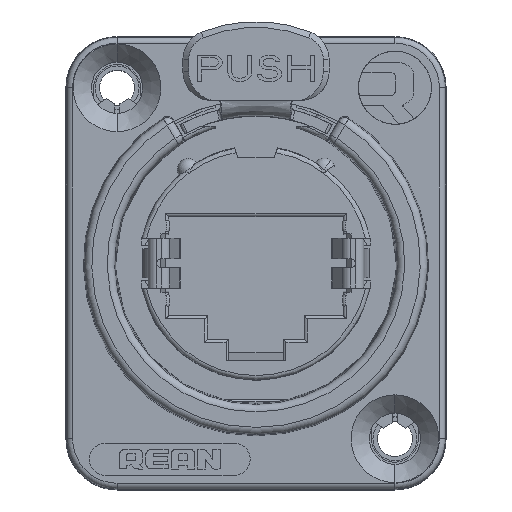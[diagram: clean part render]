
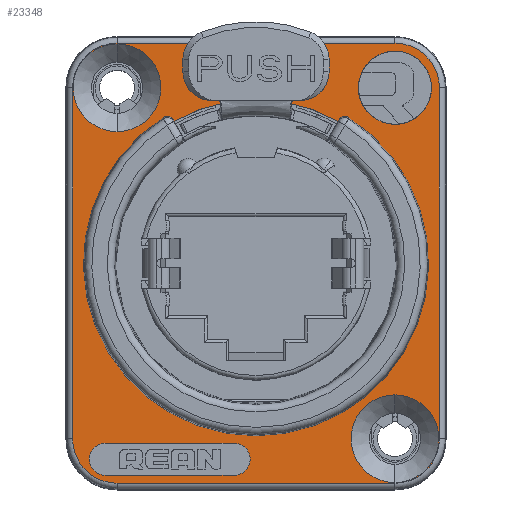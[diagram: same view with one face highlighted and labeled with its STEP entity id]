
A CAD part, top view. The second image highlights one B-rep face of the part: STEP entity #23348.
In plain terms, the highlighted planar face has unit normal (0, 0, 1).
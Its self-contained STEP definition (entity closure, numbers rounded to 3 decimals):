
#4908=CARTESIAN_POINT('',(9.5,12.,4.));
#4909=DIRECTION('',(0.,0.,1.));
#4910=DIRECTION('',(1.,0.,0.));
#4911=AXIS2_PLACEMENT_3D('',#4908,#4909,#4910);
#4913=CARTESIAN_POINT('',(9.5,-12.,4.));
#4914=DIRECTION('',(0.,0.,1.));
#4915=DIRECTION('',(0.,-1.,0.));
#4916=AXIS2_PLACEMENT_3D('',#4913,#4914,#4915);
#4918=CARTESIAN_POINT('',(-9.5,-12.,4.));
#4919=DIRECTION('',(0.,0.,1.));
#4920=DIRECTION('',(-1.,0.,0.));
#4921=AXIS2_PLACEMENT_3D('',#4918,#4919,#4920);
#4923=CARTESIAN_POINT('',(-9.5,12.,4.));
#4924=DIRECTION('',(0.,0.,1.));
#4925=DIRECTION('',(0.,1.,0.));
#4926=AXIS2_PLACEMENT_3D('',#4923,#4924,#4925);
#4928=CARTESIAN_POINT('',(-1.5,-13.4,4.));
#4929=DIRECTION('',(0.,0.,-1.));
#4930=DIRECTION('',(0.,1.,0.));
#4931=AXIS2_PLACEMENT_3D('',#4928,#4929,#4930);
#4933=CARTESIAN_POINT('',(-10.3,-13.4,4.));
#4934=DIRECTION('',(0.,0.,-1.));
#4935=DIRECTION('',(0.,-1.,0.));
#4936=AXIS2_PLACEMENT_3D('',#4933,#4934,#4935);
#4938=CARTESIAN_POINT('',(-9.5,12.,4.));
#4939=DIRECTION('',(0.,0.,-1.));
#4940=DIRECTION('',(0.,1.,0.));
#4941=AXIS2_PLACEMENT_3D('',#4938,#4939,#4940);
#4943=CARTESIAN_POINT('',(-9.5,12.,4.));
#4944=DIRECTION('',(0.,0.,-1.));
#4945=DIRECTION('',(0.,-1.,0.));
#4946=AXIS2_PLACEMENT_3D('',#4943,#4944,#4945);
#4948=CARTESIAN_POINT('',(9.5,-12.,4.));
#4949=DIRECTION('',(0.,0.,-1.));
#4950=DIRECTION('',(0.,1.,0.));
#4951=AXIS2_PLACEMENT_3D('',#4948,#4949,#4950);
#4953=CARTESIAN_POINT('',(9.5,-12.,4.));
#4954=DIRECTION('',(0.,0.,-1.));
#4955=DIRECTION('',(0.,-1.,0.));
#4956=AXIS2_PLACEMENT_3D('',#4953,#4954,#4955);
#4958=CARTESIAN_POINT('',(9.5,12.,4.));
#4959=DIRECTION('',(0.,0.,-1.));
#4960=DIRECTION('',(-1.,0.,0.));
#4961=AXIS2_PLACEMENT_3D('',#4958,#4959,#4960);
#4963=CARTESIAN_POINT('',(9.5,12.,4.));
#4964=DIRECTION('',(0.,0.,-1.));
#4965=DIRECTION('',(1.,0.,0.));
#4966=AXIS2_PLACEMENT_3D('',#4963,#4964,#4965);
#4968=DIRECTION('',(0.5,-0.866,0.));
#4969=VECTOR('',#4968,0.089);
#4970=CARTESIAN_POINT('',(-5.644,9.777,4.));
#4971=LINE('',#4970,#4969);
#4972=CARTESIAN_POINT('',(-6.346,9.948,4.));
#4973=CARTESIAN_POINT('',(-6.3,9.978,4.));
#4974=CARTESIAN_POINT('',(-6.202,10.02,4.));
#4975=CARTESIAN_POINT('',(-6.038,10.034,4.));
#4976=CARTESIAN_POINT('',(-5.879,9.995,4.));
#4977=CARTESIAN_POINT('',(-5.739,9.906,4.));
#4978=CARTESIAN_POINT('',(-5.672,9.824,4.));
#4979=CARTESIAN_POINT('',(-5.644,9.777,4.));
#4981=CARTESIAN_POINT('',(0.,0.,4.));
#4982=DIRECTION('',(0.,0.,-1.));
#4983=DIRECTION('',(0.538,0.843,0.));
#4984=AXIS2_PLACEMENT_3D('',#4981,#4982,#4983);
#4986=CARTESIAN_POINT('',(5.644,9.777,4.));
#4987=CARTESIAN_POINT('',(5.672,9.824,4.));
#4988=CARTESIAN_POINT('',(5.739,9.906,4.));
#4989=CARTESIAN_POINT('',(5.879,9.995,4.));
#4990=CARTESIAN_POINT('',(6.038,10.034,4.));
#4991=CARTESIAN_POINT('',(6.202,10.02,4.));
#4992=CARTESIAN_POINT('',(6.3,9.978,4.));
#4993=CARTESIAN_POINT('',(6.346,9.948,4.));
#4995=DIRECTION('',(0.5,0.866,0.));
#4996=VECTOR('',#4995,0.089);
#4997=CARTESIAN_POINT('',(5.6,9.699,4.));
#4998=LINE('',#4997,#4996);
#4999=CARTESIAN_POINT('',(0.,0.,4.));
#5000=DIRECTION('',(0.,0.,-1.));
#5001=DIRECTION('',(-0.5,0.866,0.));
#5002=AXIS2_PLACEMENT_3D('',#4999,#5000,#5001);
#5019=DIRECTION('',(-1.,0.,0.));
#5020=VECTOR('',#5019,19.);
#5021=CARTESIAN_POINT('',(9.5,15.044,4.));
#5022=LINE('',#5021,#5020);
#5042=DIRECTION('',(0.,-1.,0.));
#5043=VECTOR('',#5042,24.);
#5044=CARTESIAN_POINT('',(-12.544,12.,4.));
#5045=LINE('',#5044,#5043);
#5065=DIRECTION('',(1.,0.,0.));
#5066=VECTOR('',#5065,19.);
#5067=CARTESIAN_POINT('',(-9.5,-15.044,4.));
#5068=LINE('',#5067,#5066);
#5088=DIRECTION('',(0.,1.,0.));
#5089=VECTOR('',#5088,24.);
#5090=CARTESIAN_POINT('',(12.544,-12.,4.));
#5091=LINE('',#5090,#5089);
#6094=DIRECTION('',(-1.,0.,0.));
#6095=VECTOR('',#6094,8.8);
#6096=CARTESIAN_POINT('',(-1.5,-14.5,4.));
#6097=LINE('',#6096,#6095);
#6110=DIRECTION('',(1.,0.,0.));
#6111=VECTOR('',#6110,8.8);
#6112=CARTESIAN_POINT('',(-10.3,-12.3,4.));
#6113=LINE('',#6112,#6111);
#11195=CARTESIAN_POINT('',(-9.5,9.,4.));
#11196=CARTESIAN_POINT('',(-9.5,15.,4.));
#11197=VERTEX_POINT('',#11195);
#11198=VERTEX_POINT('',#11196);
#11199=CARTESIAN_POINT('',(12.544,12.,4.));
#11200=CARTESIAN_POINT('',(9.5,15.044,4.));
#11201=VERTEX_POINT('',#11199);
#11202=VERTEX_POINT('',#11200);
#11203=CARTESIAN_POINT('',(12.544,-12.,4.));
#11204=VERTEX_POINT('',#11203);
#11205=CARTESIAN_POINT('',(9.5,-15.044,4.));
#11206=VERTEX_POINT('',#11205);
#11207=CARTESIAN_POINT('',(-9.5,-15.044,4.));
#11208=VERTEX_POINT('',#11207);
#11209=CARTESIAN_POINT('',(-12.544,-12.,4.));
#11210=VERTEX_POINT('',#11209);
#11211=CARTESIAN_POINT('',(-12.544,12.,4.));
#11212=VERTEX_POINT('',#11211);
#11213=CARTESIAN_POINT('',(-9.5,15.044,4.));
#11214=VERTEX_POINT('',#11213);
#11215=CARTESIAN_POINT('',(-1.5,-14.5,4.));
#11216=CARTESIAN_POINT('',(-10.3,-14.5,4.));
#11217=VERTEX_POINT('',#11215);
#11218=VERTEX_POINT('',#11216);
#11219=CARTESIAN_POINT('',(-1.5,-12.3,4.));
#11220=VERTEX_POINT('',#11219);
#11221=CARTESIAN_POINT('',(-10.3,-12.3,4.));
#11222=VERTEX_POINT('',#11221);
#11223=CARTESIAN_POINT('',(9.5,-9.,4.));
#11224=CARTESIAN_POINT('',(9.5,-15.,4.));
#11225=VERTEX_POINT('',#11223);
#11226=VERTEX_POINT('',#11224);
#11227=CARTESIAN_POINT('',(7.,12.,4.));
#11228=CARTESIAN_POINT('',(12.,12.,4.));
#11229=VERTEX_POINT('',#11227);
#11230=VERTEX_POINT('',#11228);
#11231=CARTESIAN_POINT('',(-5.644,9.777,
4.));
#11232=CARTESIAN_POINT('',(-5.6,9.699,4.));
#11233=VERTEX_POINT('',#11231);
#11234=VERTEX_POINT('',#11232);
#11235=VERTEX_POINT('',#4972);
#11236=CARTESIAN_POINT('',(6.346,9.948,4.));
#11237=VERTEX_POINT('',#11236);
#11238=VERTEX_POINT('',#4986);
#11239=CARTESIAN_POINT('',(5.6,9.699,4.));
#11240=VERTEX_POINT('',#11239);
#23288=CARTESIAN_POINT('',(0.,0.,4.));
#23289=DIRECTION('',(0.,0.,1.));
#23290=DIRECTION('',(1.,0.,0.));
#23291=AXIS2_PLACEMENT_3D('',#23288,#23289,#23290);
#23292=PLANE('',#23291);
#23294=ORIENTED_EDGE('',*,*,#23293,.F.);
#23296=ORIENTED_EDGE('',*,*,#23295,.F.);
#23298=ORIENTED_EDGE('',*,*,#23297,.F.);
#23300=ORIENTED_EDGE('',*,*,#23299,.F.);
#23302=ORIENTED_EDGE('',*,*,#23301,.F.);
#23304=ORIENTED_EDGE('',*,*,#23303,.F.);
#23306=ORIENTED_EDGE('',*,*,#23305,.F.);
#23308=ORIENTED_EDGE('',*,*,#23307,.F.);
#23309=EDGE_LOOP('',(#23294,#23296,#23298,#23300,#23302,#23304,#23306,#23308));
#23310=FACE_OUTER_BOUND('',#23309,.F.);
#23312=ORIENTED_EDGE('',*,*,#23311,.F.);
#23314=ORIENTED_EDGE('',*,*,#23313,.F.);
#23316=ORIENTED_EDGE('',*,*,#23315,.F.);
#23318=ORIENTED_EDGE('',*,*,#23317,.F.);
#23319=EDGE_LOOP('',(#23312,#23314,#23316,#23318));
#23320=FACE_BOUND('',#23319,.F.);
#23322=ORIENTED_EDGE('',*,*,#23321,.F.);
#23324=ORIENTED_EDGE('',*,*,#23323,.F.);
#23325=EDGE_LOOP('',(#23322,#23324));
#23326=FACE_BOUND('',#23325,.F.);
#23328=ORIENTED_EDGE('',*,*,#23327,.F.);
#23330=ORIENTED_EDGE('',*,*,#23329,.F.);
#23331=EDGE_LOOP('',(#23328,#23330));
#23332=FACE_BOUND('',#23331,.F.);
#23334=ORIENTED_EDGE('',*,*,#23333,.F.);
#23336=ORIENTED_EDGE('',*,*,#23335,.F.);
#23337=EDGE_LOOP('',(#23334,#23336));
#23338=FACE_BOUND('',#23337,.F.);
#23339=ORIENTED_EDGE('',*,*,#23271,.F.);
#23340=ORIENTED_EDGE('',*,*,#23253,.F.);
#23341=ORIENTED_EDGE('',*,*,#23231,.F.);
#23342=ORIENTED_EDGE('',*,*,#23209,.F.);
#23343=ORIENTED_EDGE('',*,*,#23187,.F.);
#23345=ORIENTED_EDGE('',*,*,#23344,.F.);
#23346=EDGE_LOOP('',(#23339,#23340,#23341,#23342,#23343,#23345));
#23347=FACE_BOUND('',#23346,.F.);
#4912=CIRCLE('',#4911,3.044);
#4917=CIRCLE('',#4916,3.044);
#4922=CIRCLE('',#4921,3.044);
#4927=CIRCLE('',#4926,3.044);
#4932=CIRCLE('',#4931,1.1);
#4937=CIRCLE('',#4936,1.1);
#4942=CIRCLE('',#4941,3.);
#4947=CIRCLE('',#4946,3.);
#4952=CIRCLE('',#4951,3.);
#4957=CIRCLE('',#4956,3.);
#4962=CIRCLE('',#4961,2.5);
#4967=CIRCLE('',#4966,2.5);
#4980=B_SPLINE_CURVE_WITH_KNOTS('',3,(#4972,#4973,#4974,#4975,#4976,#4977,#4978,
#4979),.UNSPECIFIED.,.F.,.F.,(4,1,1,1,1,4),(0.,0.2,0.4,0.6,0.8,1.),
.UNSPECIFIED.);
#4985=CIRCLE('',#4984,11.8);
#4994=B_SPLINE_CURVE_WITH_KNOTS('',3,(#4986,#4987,#4988,#4989,#4990,#4991,#4992,
#4993),.UNSPECIFIED.,.F.,.F.,(4,1,1,1,1,4),(0.,0.2,0.4,0.6,0.8,1.),
.UNSPECIFIED.);
#5003=CIRCLE('',#5002,11.2);
#23187=EDGE_CURVE('',#11240,#11238,#4998,.T.);
#23209=EDGE_CURVE('',#11238,#11237,#4994,.T.);
#23231=EDGE_CURVE('',#11237,#11235,#4985,.T.);
#23253=EDGE_CURVE('',#11235,#11233,#4980,.T.);
#23271=EDGE_CURVE('',#11233,#11234,#4971,.T.);
#23293=EDGE_CURVE('',#11201,#11202,#4912,.T.);
#23295=EDGE_CURVE('',#11204,#11201,#5091,.T.);
#23297=EDGE_CURVE('',#11206,#11204,#4917,.T.);
#23299=EDGE_CURVE('',#11208,#11206,#5068,.T.);
#23301=EDGE_CURVE('',#11210,#11208,#4922,.T.);
#23303=EDGE_CURVE('',#11212,#11210,#5045,.T.);
#23305=EDGE_CURVE('',#11214,#11212,#4927,.T.);
#23307=EDGE_CURVE('',#11202,#11214,#5022,.T.);
#23311=EDGE_CURVE('',#11217,#11218,#6097,.T.);
#23313=EDGE_CURVE('',#11220,#11217,#4932,.T.);
#23315=EDGE_CURVE('',#11222,#11220,#6113,.T.);
#23317=EDGE_CURVE('',#11218,#11222,#4937,.T.);
#23321=EDGE_CURVE('',#11198,#11197,#4942,.T.);
#23323=EDGE_CURVE('',#11197,#11198,#4947,.T.);
#23327=EDGE_CURVE('',#11225,#11226,#4952,.T.);
#23329=EDGE_CURVE('',#11226,#11225,#4957,.T.);
#23333=EDGE_CURVE('',#11229,#11230,#4962,.T.);
#23335=EDGE_CURVE('',#11230,#11229,#4967,.T.);
#23344=EDGE_CURVE('',#11234,#11240,#5003,.T.);
#23348=ADVANCED_FACE('',(#23310,#23320,#23326,#23332,#23338,#23347),#23292,.T.);
